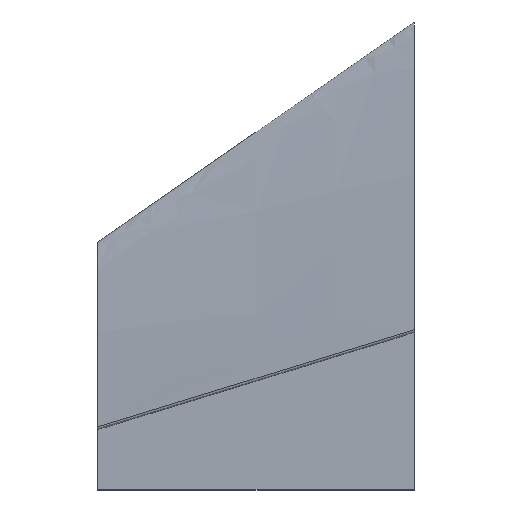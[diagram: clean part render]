
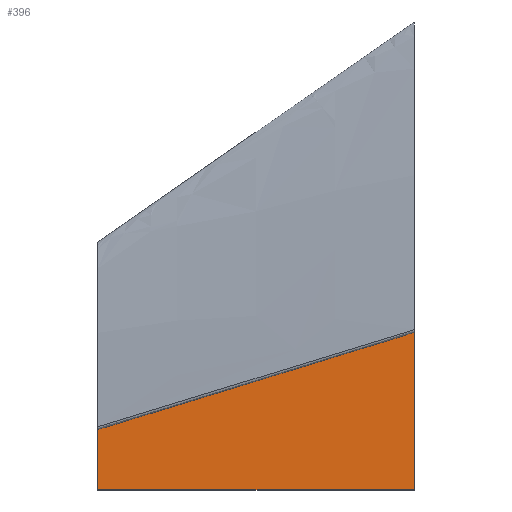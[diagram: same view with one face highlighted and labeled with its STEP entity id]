
A CAD part, top view. The second image highlights one B-rep face of the part: STEP entity #396.
In plain terms, the highlighted planar face has unit normal (0, 0, 1).
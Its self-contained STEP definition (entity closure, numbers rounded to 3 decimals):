
#6 = DIRECTION ( 'NONE',  ( 0., 0., 1. ) ) ;
#30 = LINE ( 'NONE', #306, #856 ) ;
#42 = EDGE_CURVE ( 'NONE', #335, #388, #861, .T. ) ;
#55 = LINE ( 'NONE', #991, #223 ) ;
#76 = EDGE_CURVE ( 'NONE', #946, #335, #55, .T. ) ;
#89 = CARTESIAN_POINT ( 'NONE',  ( -184.15, 92.71, 3.175 ) ) ;
#93 = CARTESIAN_POINT ( 'NONE',  ( -184.15, -8.89, 3.175 ) ) ;
#153 = EDGE_CURVE ( 'NONE', #388, #685, #30, .T. ) ;
#188 = CARTESIAN_POINT ( 'NONE',  ( -38.1, 194.31, 3.175 ) ) ;
#206 = ORIENTED_EDGE ( 'NONE', *, *, #153, .T. ) ;
#223 = VECTOR ( 'NONE', #999, 1000. ) ;
#225 = DIRECTION ( 'NONE',  ( 0., 1., 0. ) ) ;
#261 = AXIS2_PLACEMENT_3D ( 'NONE', #989, #6, #927 ) ;
#296 = CARTESIAN_POINT ( 'NONE',  ( -38.1, -8.89, 3.175 ) ) ;
#306 = CARTESIAN_POINT ( 'NONE',  ( -38.1, 194.31, 3.175 ) ) ;
#335 = VERTEX_POINT ( 'NONE', #900 ) ;
#388 = VERTEX_POINT ( 'NONE', #296 ) ;
#396 = ADVANCED_FACE ( 'NONE', ( #477 ), #643, .T. ) ;
#477 = FACE_OUTER_BOUND ( 'NONE', #916, .T. ) ;
#483 = VECTOR ( 'NONE', #775, 1000. ) ;
#552 = CARTESIAN_POINT ( 'NONE',  ( -184.15, 92.71, 3.175 ) ) ;
#579 = ORIENTED_EDGE ( 'NONE', *, *, #42, .T. ) ;
#603 = VECTOR ( 'NONE', #888, 1000. ) ;
#643 = PLANE ( 'NONE',  #261 ) ;
#662 = ORIENTED_EDGE ( 'NONE', *, *, #76, .T. ) ;
#685 = VERTEX_POINT ( 'NONE', #188 ) ;
#775 = DIRECTION ( 'NONE',  ( 1., 0., 0. ) ) ;
#797 = LINE ( 'NONE', #552, #603 ) ;
#820 = EDGE_CURVE ( 'NONE', #685, #946, #797, .T. ) ;
#856 = VECTOR ( 'NONE', #225, 1000. ) ;
#861 = LINE ( 'NONE', #93, #483 ) ;
#875 = ORIENTED_EDGE ( 'NONE', *, *, #820, .T. ) ;
#888 = DIRECTION ( 'NONE',  ( -0.821, -0.571, 0. ) ) ;
#900 = CARTESIAN_POINT ( 'NONE',  ( -184.15, -8.89, 3.175 ) ) ;
#916 = EDGE_LOOP ( 'NONE', ( #206, #875, #662, #579 ) ) ;
#927 = DIRECTION ( 'NONE',  ( 1., 0., 0. ) ) ;
#946 = VERTEX_POINT ( 'NONE', #89 ) ;
#989 = CARTESIAN_POINT ( 'NONE',  ( 0., 0., 3.175 ) ) ;
#991 = CARTESIAN_POINT ( 'NONE',  ( -184.15, -8.89, 3.175 ) ) ;
#999 = DIRECTION ( 'NONE',  ( 0., -1., 0. ) ) ;
